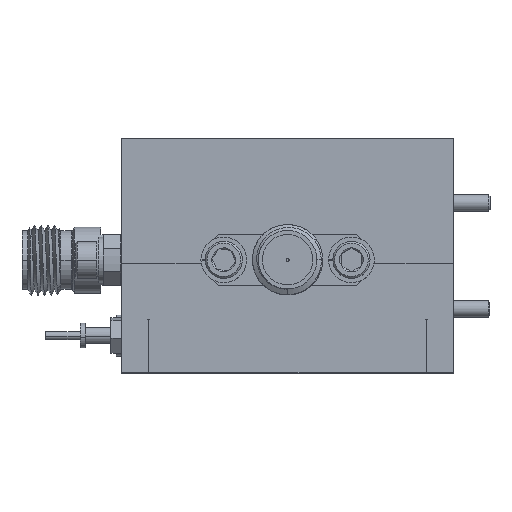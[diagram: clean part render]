
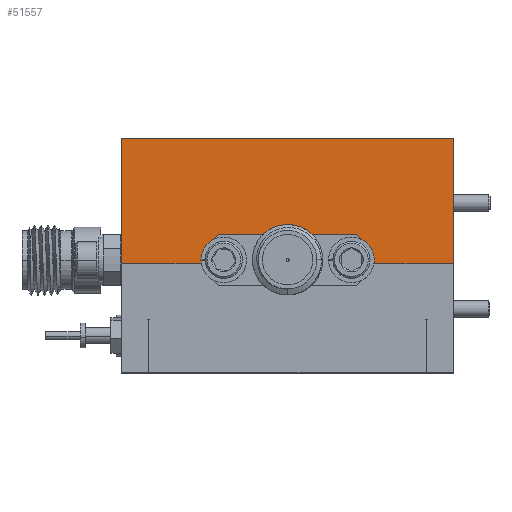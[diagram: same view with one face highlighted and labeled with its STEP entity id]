
A CAD part, top view. The second image highlights one B-rep face of the part: STEP entity #51557.
In plain terms, the highlighted planar face has unit normal (0, 0, 1).
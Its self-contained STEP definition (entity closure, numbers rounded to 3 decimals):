
#1373 = CIRCLE ( 'NONE', #81943, 0.991 ) ;
#1425 = CARTESIAN_POINT ( 'NONE',  ( 0., 0.373, 15.875 ) ) ;
#1620 = DIRECTION ( 'NONE',  ( 1., 0., 0. ) ) ;
#1650 = VECTOR ( 'NONE', #23674, 1000. ) ;
#2014 = DIRECTION ( 'NONE',  ( 1., 0., 0. ) ) ;
#2078 = DIRECTION ( 'NONE',  ( 1., 0., 0. ) ) ;
#2266 = VERTEX_POINT ( 'NONE', #6665 ) ;
#2669 = CIRCLE ( 'NONE', #69213, 0.889 ) ;
#3657 = LINE ( 'NONE', #57230, #72199 ) ;
#3849 = EDGE_CURVE ( 'NONE', #19888, #19796, #35031, .T. ) ;
#4259 = CARTESIAN_POINT ( 'NONE',  ( -15.875, 0., 15.875 ) ) ;
#4309 = DIRECTION ( 'NONE',  ( 1., 0., 0. ) ) ;
#5093 = CIRCLE ( 'NONE', #43783, 0.889 ) ;
#5550 = VERTEX_POINT ( 'NONE', #26838 ) ;
#5888 = ORIENTED_EDGE ( 'NONE', *, *, #73725, .T. ) ;
#6665 = CARTESIAN_POINT ( 'NONE',  ( -5.207, 0.373, 15.875 ) ) ;
#6925 = LINE ( 'NONE', #21986, #77537 ) ;
#7227 = CIRCLE ( 'NONE', #50038, 0.889 ) ;
#8437 = VECTOR ( 'NONE', #4309, 1000. ) ;
#11236 = CARTESIAN_POINT ( 'NONE',  ( 5.289, 0., 15.875 ) ) ;
#11454 = DIRECTION ( 'NONE',  ( 0., 0., 1. ) ) ;
#13630 = CARTESIAN_POINT ( 'NONE',  ( 6.096, 0.373, 15.875 ) ) ;
#14100 = DIRECTION ( 'NONE',  ( 0., -1., 0. ) ) ;
#14373 = EDGE_CURVE ( 'NONE', #19796, #46327, #2669, .T. ) ;
#14971 = VERTEX_POINT ( 'NONE', #4259 ) ;
#15777 = DIRECTION ( 'NONE',  ( 1., 0., 0. ) ) ;
#16141 = CARTESIAN_POINT ( 'NONE',  ( -0.918, 0., 15.875 ) ) ;
#16473 = EDGE_CURVE ( 'NONE', #59512, #68782, #3657, .T. ) ;
#16702 = AXIS2_PLACEMENT_3D ( 'NONE', #1425, #20956, #48573 ) ;
#17354 = VERTEX_POINT ( 'NONE', #21441 ) ;
#19202 = CARTESIAN_POINT ( 'NONE',  ( -6.985, 0.373, 15.875 ) ) ;
#19796 = VERTEX_POINT ( 'NONE', #28111 ) ;
#19888 = VERTEX_POINT ( 'NONE', #75647 ) ;
#20400 = VERTEX_POINT ( 'NONE', #54732 ) ;
#20816 = CARTESIAN_POINT ( 'NONE',  ( -6.096, 0.373, 15.875 ) ) ;
#20956 = DIRECTION ( 'NONE',  ( 0., 0., 1. ) ) ;
#21395 = DIRECTION ( 'NONE',  ( 1., 0., 0. ) ) ;
#21441 = CARTESIAN_POINT ( 'NONE',  ( 6.903, 0., 15.875 ) ) ;
#21537 = CARTESIAN_POINT ( 'NONE',  ( -6.096, 0.373, 15.875 ) ) ;
#21986 = CARTESIAN_POINT ( 'NONE',  ( -15.875, 11.951, 15.875 ) ) ;
#23554 = CIRCLE ( 'NONE', #50893, 0.889 ) ;
#23674 = DIRECTION ( 'NONE',  ( 1., 0., 0. ) ) ;
#23868 = DIRECTION ( 'NONE',  ( -1., 0., 0. ) ) ;
#24818 = CARTESIAN_POINT ( 'NONE',  ( 0., 0.373, 15.875 ) ) ;
#26838 = CARTESIAN_POINT ( 'NONE',  ( -6.903, 0., 15.875 ) ) ;
#27474 = CARTESIAN_POINT ( 'NONE',  ( 15.875, 11.951, 15.875 ) ) ;
#27556 = CARTESIAN_POINT ( 'NONE',  ( 15.875, 0., 15.875 ) ) ;
#27687 = CARTESIAN_POINT ( 'NONE',  ( -0.991, 0.373, 15.875 ) ) ;
#27688 = EDGE_CURVE ( 'NONE', #80148, #68782, #1373, .T. ) ;
#27895 = ORIENTED_EDGE ( 'NONE', *, *, #16473, .T. ) ;
#28111 = CARTESIAN_POINT ( 'NONE',  ( 5.207, 0.373, 15.875 ) ) ;
#28408 = ORIENTED_EDGE ( 'NONE', *, *, #42688, .F. ) ;
#29849 = EDGE_CURVE ( 'NONE', #44430, #80148, #79041, .T. ) ;
#30692 = EDGE_CURVE ( 'NONE', #59512, #2266, #83182, .T. ) ;
#30861 = ORIENTED_EDGE ( 'NONE', *, *, #70794, .F. ) ;
#33865 = ORIENTED_EDGE ( 'NONE', *, *, #48922, .F. ) ;
#34510 = LINE ( 'NONE', #84460, #8437 ) ;
#35031 = CIRCLE ( 'NONE', #39102, 0.889 ) ;
#35570 = DIRECTION ( 'NONE',  ( 0., 0., 1. ) ) ;
#36294 = ORIENTED_EDGE ( 'NONE', *, *, #68665, .T. ) ;
#36710 = LINE ( 'NONE', #27474, #48137 ) ;
#36758 = ORIENTED_EDGE ( 'NONE', *, *, #29849, .F. ) ;
#36771 = VERTEX_POINT ( 'NONE', #73799 ) ;
#38928 = DIRECTION ( 'NONE',  ( 1., 0., 0. ) ) ;
#39102 = AXIS2_PLACEMENT_3D ( 'NONE', #58935, #84766, #38928 ) ;
#39116 = CARTESIAN_POINT ( 'NONE',  ( -5.289, 0., 15.875 ) ) ;
#41213 = CARTESIAN_POINT ( 'NONE',  ( 0.991, 0.373, 15.875 ) ) ;
#41881 = DIRECTION ( 'NONE',  ( 0., 0., 1. ) ) ;
#42676 = EDGE_CURVE ( 'NONE', #2266, #52518, #7227, .T. ) ;
#42688 = EDGE_CURVE ( 'NONE', #78471, #44430, #67467, .T. ) ;
#42796 = CARTESIAN_POINT ( 'NONE',  ( 15.875, 11.951, 15.875 ) ) ;
#43602 = DIRECTION ( 'NONE',  ( 1., 0., 0. ) ) ;
#43783 = AXIS2_PLACEMENT_3D ( 'NONE', #13630, #53176, #80070 ) ;
#44430 = VERTEX_POINT ( 'NONE', #41213 ) ;
#45421 = DIRECTION ( 'NONE',  ( 1., 0., 0. ) ) ;
#46327 = VERTEX_POINT ( 'NONE', #11236 ) ;
#46428 = ORIENTED_EDGE ( 'NONE', *, *, #69646, .T. ) ;
#46583 = EDGE_CURVE ( 'NONE', #78471, #46327, #50847, .T. ) ;
#47519 = CARTESIAN_POINT ( 'NONE',  ( 15.875, 0., 15.875 ) ) ;
#47812 = AXIS2_PLACEMENT_3D ( 'NONE', #42796, #63603, #23868 ) ;
#47934 = ORIENTED_EDGE ( 'NONE', *, *, #30692, .F. ) ;
#48056 = ORIENTED_EDGE ( 'NONE', *, *, #46583, .T. ) ;
#48137 = VECTOR ( 'NONE', #14100, 1000. ) ;
#48353 = DIRECTION ( 'NONE',  ( 0., 0., 1. ) ) ;
#48573 = DIRECTION ( 'NONE',  ( 1., 0., 0. ) ) ;
#48922 = EDGE_CURVE ( 'NONE', #52518, #5550, #23554, .T. ) ;
#50038 = AXIS2_PLACEMENT_3D ( 'NONE', #21537, #41881, #2014 ) ;
#50847 = LINE ( 'NONE', #27556, #68503 ) ;
#50893 = AXIS2_PLACEMENT_3D ( 'NONE', #20816, #54257, #21395 ) ;
#51557 = ADVANCED_FACE ( 'NONE', ( #65757 ), #83402, .F. ) ;
#52052 = VERTEX_POINT ( 'NONE', #47519 ) ;
#52143 = DIRECTION ( 'NONE',  ( 1., 0., 0. ) ) ;
#52518 = VERTEX_POINT ( 'NONE', #19202 ) ;
#53176 = DIRECTION ( 'NONE',  ( 0., 0., 1. ) ) ;
#54257 = DIRECTION ( 'NONE',  ( 0., 0., 1. ) ) ;
#54342 = ORIENTED_EDGE ( 'NONE', *, *, #27688, .F. ) ;
#54732 = CARTESIAN_POINT ( 'NONE',  ( 15.875, 11.951, 15.875 ) ) ;
#56377 = EDGE_CURVE ( 'NONE', #20400, #52052, #36710, .T. ) ;
#56470 = EDGE_LOOP ( 'NONE', ( #5888, #33865, #67953, #47934, #27895, #54342, #36758, #28408, #48056, #59541, #83467, #59252, #46428, #59878, #30861, #36294 ) ) ;
#56516 = CARTESIAN_POINT ( 'NONE',  ( 15.875, 0., 15.875 ) ) ;
#56797 = LINE ( 'NONE', #56516, #1650 ) ;
#57230 = CARTESIAN_POINT ( 'NONE',  ( 15.875, 0., 15.875 ) ) ;
#58838 = EDGE_CURVE ( 'NONE', #17354, #19888, #5093, .T. ) ;
#58935 = CARTESIAN_POINT ( 'NONE',  ( 6.096, 0.373, 15.875 ) ) ;
#59252 = ORIENTED_EDGE ( 'NONE', *, *, #58838, .F. ) ;
#59512 = VERTEX_POINT ( 'NONE', #39116 ) ;
#59541 = ORIENTED_EDGE ( 'NONE', *, *, #14373, .F. ) ;
#59878 = ORIENTED_EDGE ( 'NONE', *, *, #56377, .F. ) ;
#61359 = CARTESIAN_POINT ( 'NONE',  ( -6.096, 0.373, 15.875 ) ) ;
#61367 = CARTESIAN_POINT ( 'NONE',  ( 6.096, 0.373, 15.875 ) ) ;
#61587 = AXIS2_PLACEMENT_3D ( 'NONE', #61359, #35570, #2078 ) ;
#63603 = DIRECTION ( 'NONE',  ( 0., 0., -1. ) ) ;
#64256 = DIRECTION ( 'NONE',  ( 0., 0., 1. ) ) ;
#64336 = DIRECTION ( 'NONE',  ( 1., 0., 0. ) ) ;
#65757 = FACE_OUTER_BOUND ( 'NONE', #56470, .T. ) ;
#66910 = VECTOR ( 'NONE', #64336, 1000. ) ;
#67467 = CIRCLE ( 'NONE', #16702, 0.991 ) ;
#67953 = ORIENTED_EDGE ( 'NONE', *, *, #42676, .F. ) ;
#68112 = DIRECTION ( 'NONE',  ( 0., -1., 0. ) ) ;
#68503 = VECTOR ( 'NONE', #1620, 1000. ) ;
#68665 = EDGE_CURVE ( 'NONE', #36771, #14971, #6925, .T. ) ;
#68782 = VERTEX_POINT ( 'NONE', #16141 ) ;
#69009 = LINE ( 'NONE', #76846, #66910 ) ;
#69213 = AXIS2_PLACEMENT_3D ( 'NONE', #61367, #48353, #15777 ) ;
#69646 = EDGE_CURVE ( 'NONE', #17354, #52052, #56797, .T. ) ;
#70794 = EDGE_CURVE ( 'NONE', #36771, #20400, #69009, .T. ) ;
#72199 = VECTOR ( 'NONE', #43602, 1000. ) ;
#73725 = EDGE_CURVE ( 'NONE', #14971, #5550, #34510, .T. ) ;
#73799 = CARTESIAN_POINT ( 'NONE',  ( -15.875, 11.951, 15.875 ) ) ;
#74256 = AXIS2_PLACEMENT_3D ( 'NONE', #85507, #11454, #52143 ) ;
#75647 = CARTESIAN_POINT ( 'NONE',  ( 6.985, 0.373, 15.875 ) ) ;
#76846 = CARTESIAN_POINT ( 'NONE',  ( 15.875, 11.951, 15.875 ) ) ;
#77537 = VECTOR ( 'NONE', #68112, 1000. ) ;
#78471 = VERTEX_POINT ( 'NONE', #86200 ) ;
#79041 = CIRCLE ( 'NONE', #74256, 0.991 ) ;
#80070 = DIRECTION ( 'NONE',  ( 1., 0., 0. ) ) ;
#80148 = VERTEX_POINT ( 'NONE', #27687 ) ;
#81943 = AXIS2_PLACEMENT_3D ( 'NONE', #24818, #64256, #45421 ) ;
#83182 = CIRCLE ( 'NONE', #61587, 0.889 ) ;
#83402 = PLANE ( 'NONE',  #47812 ) ;
#83467 = ORIENTED_EDGE ( 'NONE', *, *, #3849, .F. ) ;
#84460 = CARTESIAN_POINT ( 'NONE',  ( 15.875, 0., 15.875 ) ) ;
#84766 = DIRECTION ( 'NONE',  ( 0., 0., 1. ) ) ;
#85507 = CARTESIAN_POINT ( 'NONE',  ( 0., 0.373, 15.875 ) ) ;
#86200 = CARTESIAN_POINT ( 'NONE',  ( 0.918, 0., 15.875 ) ) ;
